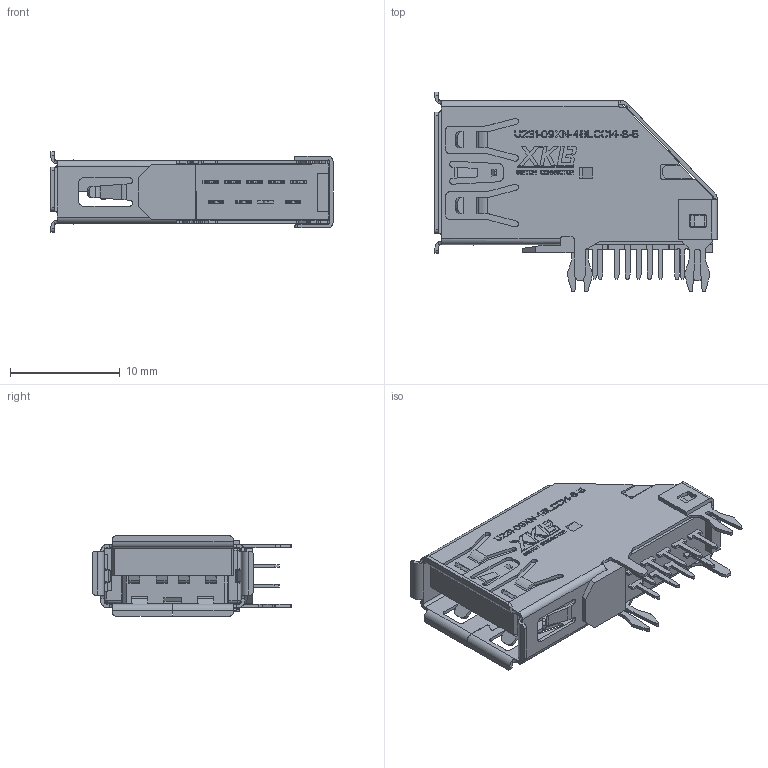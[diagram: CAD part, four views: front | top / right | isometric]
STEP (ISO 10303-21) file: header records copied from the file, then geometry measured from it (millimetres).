
FILE_DESCRIPTION(('STEP AP214'),'1');
FILE_NAME('u231-091n-4blcc14-s5.stp','2021-01-08T14:10:28',('TraceParts'),('TraceParts S.A.'),'Spatial InterOp 3D',' ',' ');
FILE_SCHEMA(('AUTOMOTIVE_DESIGN { 1 0 10303 214 1 1 1 1 }'));
Length unit declared in the file: millimetre
Products named in the file (1): u231-091n-4blcc14-s5
Bounding box: 25.7 x 18.21 x 7.32 mm (x, y, z)
Volume: 1282.1 mm3; surface area: 2642.8 mm2
Topology: 1 solids, 1 shells, 1824 faces, 5249 edges, 3476 vertices
Faces by surface type: plane 1514, cylinder 297, bspline 12, sphere 1
Entity records: 59642 total; most frequent: CARTESIAN_POINT 11361, ORIENTED_EDGE 10496, DIRECTION 9330, EDGE_CURVE 5248, LINE 4618, VECTOR 4618, VERTEX_POINT 3476, AXIS2_PLACEMENT_3D 2356
